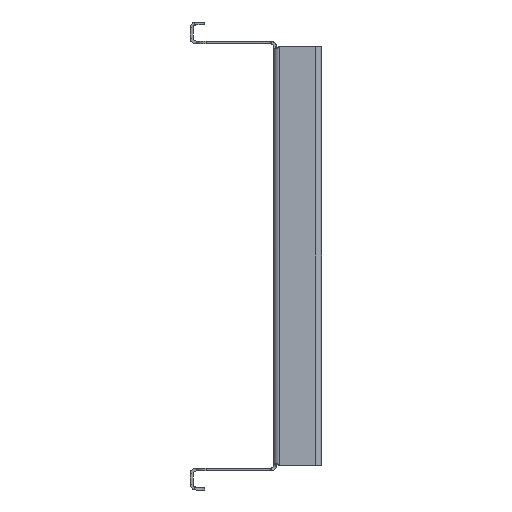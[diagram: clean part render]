
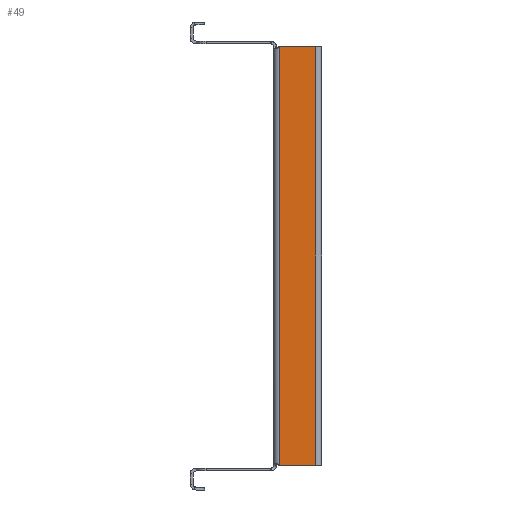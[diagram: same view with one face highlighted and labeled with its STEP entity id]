
A CAD part, left-side view. The second image highlights one B-rep face of the part: STEP entity #49.
In plain terms, the highlighted planar face has unit normal (-1, 0, 0).
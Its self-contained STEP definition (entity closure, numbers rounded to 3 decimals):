
#49 = ADVANCED_FACE ( 'NONE', ( #619 ), #381, .T. ) ;
#336 = VERTEX_POINT ( 'NONE', #4262 ) ;
#381 = PLANE ( 'NONE',  #9807 ) ;
#396 = ORIENTED_EDGE ( 'NONE', *, *, #9526, .T. ) ;
#619 = FACE_OUTER_BOUND ( 'NONE', #7029, .T. ) ;
#754 = ORIENTED_EDGE ( 'NONE', *, *, #7071, .T. ) ;
#1031 = LINE ( 'NONE', #3012, #9255 ) ;
#1509 = CARTESIAN_POINT ( 'NONE',  ( -280., 0., 0. ) ) ;
#1749 = VECTOR ( 'NONE', #8192, 1000. ) ;
#1805 = CARTESIAN_POINT ( 'NONE',  ( -280., -29., -143. ) ) ;
#1975 = LINE ( 'NONE', #5586, #1749 ) ;
#2246 = CARTESIAN_POINT ( 'NONE',  ( -280., 0., -143. ) ) ;
#3012 = CARTESIAN_POINT ( 'NONE',  ( -280., -29., -143. ) ) ;
#3180 = ORIENTED_EDGE ( 'NONE', *, *, #4386, .T. ) ;
#3543 = EDGE_CURVE ( 'NONE', #336, #4424, #8813, .T. ) ;
#3576 = VECTOR ( 'NONE', #8698, 1000. ) ;
#4251 = DIRECTION ( 'NONE',  ( 0., -1., 0. ) ) ;
#4262 = CARTESIAN_POINT ( 'NONE',  ( -280., -29., 143. ) ) ;
#4386 = EDGE_CURVE ( 'NONE', #7838, #7388, #5854, .T. ) ;
#4424 = VERTEX_POINT ( 'NONE', #5035 ) ;
#4617 = DIRECTION ( 'NONE',  ( 0., 0., 1. ) ) ;
#5035 = CARTESIAN_POINT ( 'NONE',  ( -280., -4., 143. ) ) ;
#5586 = CARTESIAN_POINT ( 'NONE',  ( -280., -4., 0. ) ) ;
#5854 = LINE ( 'NONE', #2246, #7556 ) ;
#6165 = CARTESIAN_POINT ( 'NONE',  ( -280., 0., 143. ) ) ;
#7029 = EDGE_LOOP ( 'NONE', ( #3180, #754, #10377, #396 ) ) ;
#7071 = EDGE_CURVE ( 'NONE', #7388, #336, #1031, .T. ) ;
#7249 = CARTESIAN_POINT ( 'NONE',  ( -280., -4., -143. ) ) ;
#7388 = VERTEX_POINT ( 'NONE', #1805 ) ;
#7556 = VECTOR ( 'NONE', #8571, 1000. ) ;
#7838 = VERTEX_POINT ( 'NONE', #7249 ) ;
#8192 = DIRECTION ( 'NONE',  ( 0., 0., -1. ) ) ;
#8509 = DIRECTION ( 'NONE',  ( -1., 0., 0. ) ) ;
#8571 = DIRECTION ( 'NONE',  ( 0., -1., 0. ) ) ;
#8698 = DIRECTION ( 'NONE',  ( 0., 1., 0. ) ) ;
#8813 = LINE ( 'NONE', #6165, #3576 ) ;
#9255 = VECTOR ( 'NONE', #4617, 1000. ) ;
#9526 = EDGE_CURVE ( 'NONE', #4424, #7838, #1975, .T. ) ;
#9807 = AXIS2_PLACEMENT_3D ( 'NONE', #1509, #8509, #4251 ) ;
#10377 = ORIENTED_EDGE ( 'NONE', *, *, #3543, .T. ) ;
